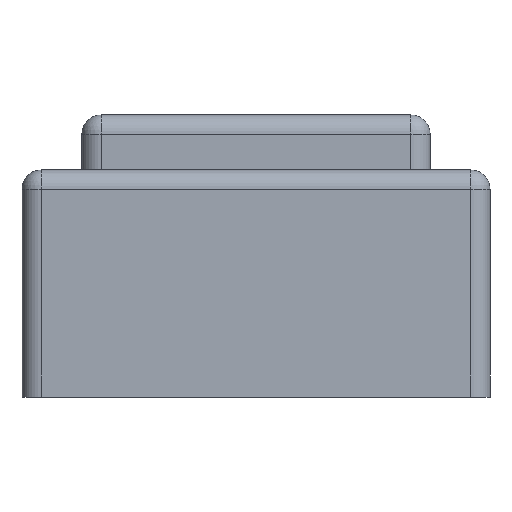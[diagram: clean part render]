
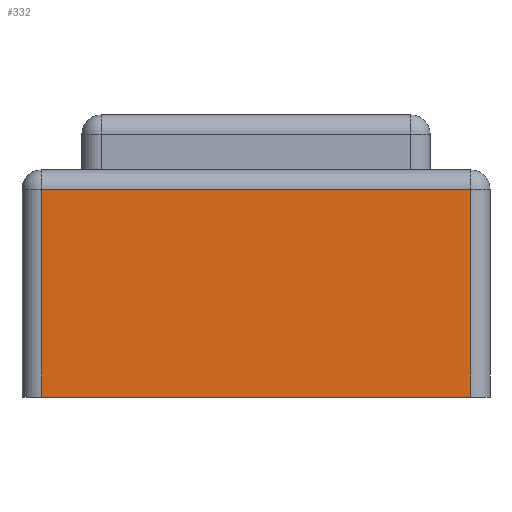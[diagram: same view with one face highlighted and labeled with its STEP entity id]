
A CAD part, front view. The second image highlights one B-rep face of the part: STEP entity #332.
In plain terms, the highlighted planar face has unit normal (0, -1, 0).
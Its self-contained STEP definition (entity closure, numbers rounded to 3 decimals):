
#332=ADVANCED_FACE('',(#1039),#1041,.T.);
#1039=FACE_BOUND('',#1040,.T.);
#1040=EDGE_LOOP('',(#1575,#1576,#1577,#1578));
#1041=PLANE('',#1042);
#1042=AXIS2_PLACEMENT_3D('',#1043,#1044,#1045);
#1043=CARTESIAN_POINT('',(-17.,-17.,0.));
#1044=DIRECTION('',(0.,-1.,0.));
#1045=DIRECTION('',(1.,0.,0.));
#1575=ORIENTED_EDGE('',*,*,#1931,.F.);
#1576=ORIENTED_EDGE('',*,*,#1947,.F.);
#1577=ORIENTED_EDGE('',*,*,#1948,.T.);
#1578=ORIENTED_EDGE('',*,*,#1949,.T.);
#1931=EDGE_CURVE('',#2189,#2190,#2191,.T.);
#1947=EDGE_CURVE('',#2217,#2189,#2218,.T.);
#1948=EDGE_CURVE('',#2217,#2219,#2220,.T.);
#1949=EDGE_CURVE('',#2219,#2190,#2221,.T.);
#2189=VERTEX_POINT('',#2695);
#2190=VERTEX_POINT('',#2696);
#2191=LINE('',#2697,#2698);
#2217=VERTEX_POINT('',#2763);
#2218=LINE('',#2764,#2765);
#2219=VERTEX_POINT('',#2767);
#2220=LINE('',#2768,#2769);
#2221=LINE('',#2771,#2772);
#2695=CARTESIAN_POINT('',(-15.6,-17.,15.1));
#2696=CARTESIAN_POINT('',(15.6,-17.,15.1));
#2697=CARTESIAN_POINT('',(-15.6,-17.,15.1));
#2698=VECTOR('',#2699,1.);
#2699=DIRECTION('',(1.,0.,0.));
#2763=CARTESIAN_POINT('',(-15.6,-17.,0.));
#2764=CARTESIAN_POINT('',(-15.6,-17.,0.));
#2765=VECTOR('',#2766,1.);
#2766=DIRECTION('',(0.,0.,1.));
#2767=CARTESIAN_POINT('',(15.6,-17.,0.));
#2768=CARTESIAN_POINT('',(-15.6,-17.,0.));
#2769=VECTOR('',#2770,1.);
#2770=DIRECTION('',(1.,0.,0.));
#2771=CARTESIAN_POINT('',(15.6,-17.,0.));
#2772=VECTOR('',#2773,1.);
#2773=DIRECTION('',(0.,0.,1.));
